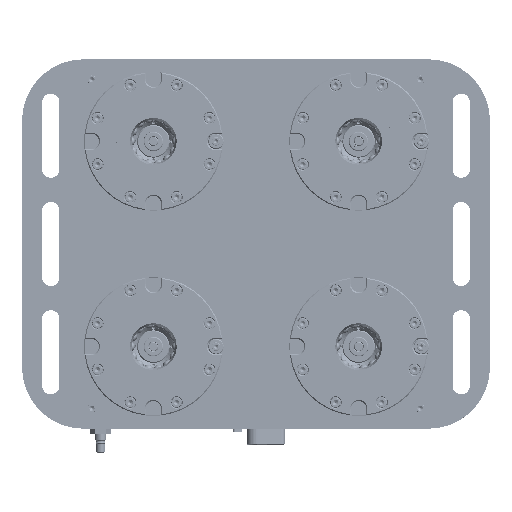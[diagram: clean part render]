
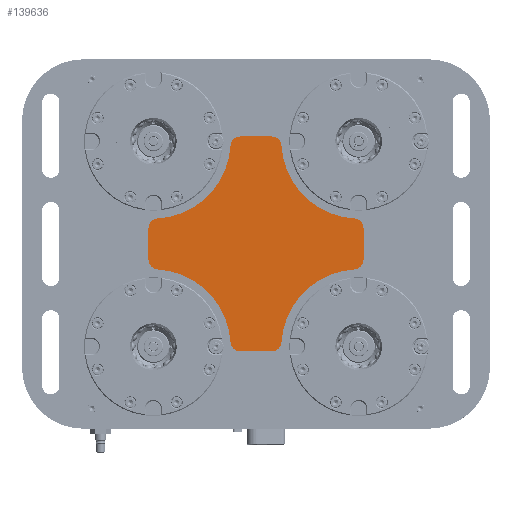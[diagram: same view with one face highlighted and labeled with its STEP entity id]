
A CAD part, top view. The second image highlights one B-rep face of the part: STEP entity #139636.
In plain terms, the highlighted planar face has unit normal (0, 0, 1).
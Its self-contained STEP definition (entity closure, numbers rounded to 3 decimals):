
#3343=LINE('',#193095,#14495);
#3349=LINE('',#193119,#14501);
#3355=LINE('',#193143,#14507);
#3361=LINE('',#193167,#14513);
#14495=VECTOR('',#159448,10.);
#14501=VECTOR('',#159474,10.);
#14507=VECTOR('',#159500,10.);
#14513=VECTOR('',#159526,10.);
#34290=FACE_OUTER_BOUND('',#42559,.T.);
#42559=EDGE_LOOP('',(#90209,#90210,#90211,#90212,#90213,#90214,#90215,#90216,
#90217,#90218,#90219,#90220,#90221,#90222,#90223,#90224));
#52073=CIRCLE('',#148540,9.75);
#52075=CIRCLE('',#148543,75.25);
#52077=CIRCLE('',#148546,9.75);
#52079=CIRCLE('',#148550,9.75);
#52081=CIRCLE('',#148553,75.25);
#52083=CIRCLE('',#148556,9.75);
#52085=CIRCLE('',#148560,9.75);
#52087=CIRCLE('',#148563,75.25);
#52089=CIRCLE('',#148566,9.75);
#52091=CIRCLE('',#148570,9.75);
#52093=CIRCLE('',#148573,75.25);
#52095=CIRCLE('',#148576,9.75);
#55507=VERTEX_POINT('',#193092);
#55508=VERTEX_POINT('',#193094);
#55510=VERTEX_POINT('',#193100);
#55512=VERTEX_POINT('',#193106);
#55514=VERTEX_POINT('',#193112);
#55516=VERTEX_POINT('',#193118);
#55518=VERTEX_POINT('',#193124);
#55520=VERTEX_POINT('',#193130);
#55522=VERTEX_POINT('',#193136);
#55524=VERTEX_POINT('',#193142);
#55526=VERTEX_POINT('',#193148);
#55528=VERTEX_POINT('',#193154);
#55530=VERTEX_POINT('',#193160);
#55532=VERTEX_POINT('',#193166);
#55534=VERTEX_POINT('',#193172);
#55536=VERTEX_POINT('',#193178);
#69308=EDGE_CURVE('',#55508,#55507,#3343,.T.);
#69311=EDGE_CURVE('',#55510,#55508,#52073,.T.);
#69314=EDGE_CURVE('',#55512,#55510,#52075,.T.);
#69317=EDGE_CURVE('',#55514,#55512,#52077,.T.);
#69320=EDGE_CURVE('',#55516,#55514,#3349,.T.);
#69323=EDGE_CURVE('',#55518,#55516,#52079,.T.);
#69326=EDGE_CURVE('',#55520,#55518,#52081,.T.);
#69329=EDGE_CURVE('',#55522,#55520,#52083,.T.);
#69332=EDGE_CURVE('',#55524,#55522,#3355,.T.);
#69335=EDGE_CURVE('',#55526,#55524,#52085,.T.);
#69338=EDGE_CURVE('',#55528,#55526,#52087,.T.);
#69341=EDGE_CURVE('',#55530,#55528,#52089,.T.);
#69344=EDGE_CURVE('',#55532,#55530,#3361,.T.);
#69347=EDGE_CURVE('',#55534,#55532,#52091,.T.);
#69350=EDGE_CURVE('',#55536,#55534,#52093,.T.);
#69353=EDGE_CURVE('',#55507,#55536,#52095,.T.);
#90209=ORIENTED_EDGE('',*,*,#69353,.T.);
#90210=ORIENTED_EDGE('',*,*,#69350,.T.);
#90211=ORIENTED_EDGE('',*,*,#69347,.T.);
#90212=ORIENTED_EDGE('',*,*,#69344,.T.);
#90213=ORIENTED_EDGE('',*,*,#69341,.T.);
#90214=ORIENTED_EDGE('',*,*,#69338,.T.);
#90215=ORIENTED_EDGE('',*,*,#69335,.T.);
#90216=ORIENTED_EDGE('',*,*,#69332,.T.);
#90217=ORIENTED_EDGE('',*,*,#69329,.T.);
#90218=ORIENTED_EDGE('',*,*,#69326,.T.);
#90219=ORIENTED_EDGE('',*,*,#69323,.T.);
#90220=ORIENTED_EDGE('',*,*,#69320,.T.);
#90221=ORIENTED_EDGE('',*,*,#69317,.T.);
#90222=ORIENTED_EDGE('',*,*,#69314,.T.);
#90223=ORIENTED_EDGE('',*,*,#69311,.T.);
#90224=ORIENTED_EDGE('',*,*,#69308,.T.);
#127556=PLANE('',#148577);
#139636=ADVANCED_FACE('',(#34290),#127556,.T.);
#148540=AXIS2_PLACEMENT_3D('',#193101,#159454,#159455);
#148543=AXIS2_PLACEMENT_3D('',#193107,#159461,#159462);
#148546=AXIS2_PLACEMENT_3D('',#193113,#159468,#159469);
#148550=AXIS2_PLACEMENT_3D('',#193125,#159480,#159481);
#148553=AXIS2_PLACEMENT_3D('',#193131,#159487,#159488);
#148556=AXIS2_PLACEMENT_3D('',#193137,#159494,#159495);
#148560=AXIS2_PLACEMENT_3D('',#193149,#159506,#159507);
#148563=AXIS2_PLACEMENT_3D('',#193155,#159513,#159514);
#148566=AXIS2_PLACEMENT_3D('',#193161,#159520,#159521);
#148570=AXIS2_PLACEMENT_3D('',#193173,#159532,#159533);
#148573=AXIS2_PLACEMENT_3D('',#193179,#159539,#159540);
#148576=AXIS2_PLACEMENT_3D('',#193183,#159546,#159547);
#148577=AXIS2_PLACEMENT_3D('',#193184,#159548,#159549);
#159448=DIRECTION('',(-1.,0.,0.));
#159454=DIRECTION('center_axis',(0.,0.,1.));
#159455=DIRECTION('ref_axis',(-0.998,-0.059,0.));
#159461=DIRECTION('center_axis',(0.,0.,-1.));
#159462=DIRECTION('ref_axis',(-0.998,-0.059,0.));
#159468=DIRECTION('center_axis',(0.,0.,1.));
#159469=DIRECTION('ref_axis',(-1.,0.,0.));
#159474=DIRECTION('',(0.,1.,0.));
#159480=DIRECTION('center_axis',(0.,0.,1.));
#159481=DIRECTION('ref_axis',(-0.059,0.998,0.));
#159487=DIRECTION('center_axis',(0.,0.,-1.));
#159488=DIRECTION('ref_axis',(-0.059,0.998,0.));
#159494=DIRECTION('center_axis',(0.,0.,1.));
#159495=DIRECTION('ref_axis',(0.,1.,0.));
#159500=DIRECTION('',(1.,0.,0.));
#159506=DIRECTION('center_axis',(0.,0.,1.));
#159507=DIRECTION('ref_axis',(0.998,0.059,0.));
#159513=DIRECTION('center_axis',(0.,0.,-1.));
#159514=DIRECTION('ref_axis',(0.998,0.059,0.));
#159520=DIRECTION('center_axis',(0.,0.,1.));
#159521=DIRECTION('ref_axis',(1.,0.,0.));
#159526=DIRECTION('',(0.,-1.,0.));
#159532=DIRECTION('center_axis',(0.,0.,1.));
#159533=DIRECTION('ref_axis',(0.059,-0.998,0.));
#159539=DIRECTION('center_axis',(0.,0.,-1.));
#159540=DIRECTION('ref_axis',(0.059,-0.998,0.));
#159546=DIRECTION('center_axis',(0.,0.,1.));
#159547=DIRECTION('ref_axis',(0.,-1.,0.));
#159548=DIRECTION('center_axis',(0.,0.,1.));
#159549=DIRECTION('ref_axis',(1.,0.,0.));
#193092=CARTESIAN_POINT('',(-15.147,104.75,36.));
#193094=CARTESIAN_POINT('',(15.147,104.75,36.));
#193095=CARTESIAN_POINT('',(-15.147,104.75,36.));
#193100=CARTESIAN_POINT('',(24.88,95.574,36.));
#193101=CARTESIAN_POINT('Origin',(15.147,95.,36.));
#193106=CARTESIAN_POINT('',(95.574,24.88,36.));
#193107=CARTESIAN_POINT('Origin',(100.,100.,36.));
#193112=CARTESIAN_POINT('',(104.75,15.147,36.));
#193113=CARTESIAN_POINT('Origin',(95.,15.147,36.));
#193118=CARTESIAN_POINT('',(104.75,-15.147,36.));
#193119=CARTESIAN_POINT('',(104.75,15.147,36.));
#193124=CARTESIAN_POINT('',(95.574,-24.88,36.));
#193125=CARTESIAN_POINT('Origin',(95.,-15.147,36.));
#193130=CARTESIAN_POINT('',(24.88,-95.574,36.));
#193131=CARTESIAN_POINT('Origin',(100.,-100.,36.));
#193136=CARTESIAN_POINT('',(15.147,-104.75,36.));
#193137=CARTESIAN_POINT('Origin',(15.147,-95.,36.));
#193142=CARTESIAN_POINT('',(-15.147,-104.75,36.));
#193143=CARTESIAN_POINT('',(15.147,-104.75,36.));
#193148=CARTESIAN_POINT('',(-24.88,-95.574,36.));
#193149=CARTESIAN_POINT('Origin',(-15.147,-95.,36.));
#193154=CARTESIAN_POINT('',(-95.574,-24.88,36.));
#193155=CARTESIAN_POINT('Origin',(-100.,-100.,36.));
#193160=CARTESIAN_POINT('',(-104.75,-15.147,36.));
#193161=CARTESIAN_POINT('Origin',(-95.,-15.147,36.));
#193166=CARTESIAN_POINT('',(-104.75,15.147,36.));
#193167=CARTESIAN_POINT('',(-104.75,-15.147,36.));
#193172=CARTESIAN_POINT('',(-95.574,24.88,36.));
#193173=CARTESIAN_POINT('Origin',(-95.,15.147,36.));
#193178=CARTESIAN_POINT('',(-24.88,95.574,36.));
#193179=CARTESIAN_POINT('Origin',(-100.,100.,36.));
#193183=CARTESIAN_POINT('Origin',(-15.147,95.,36.));
#193184=CARTESIAN_POINT('Origin',(0.,0.,
36.));
